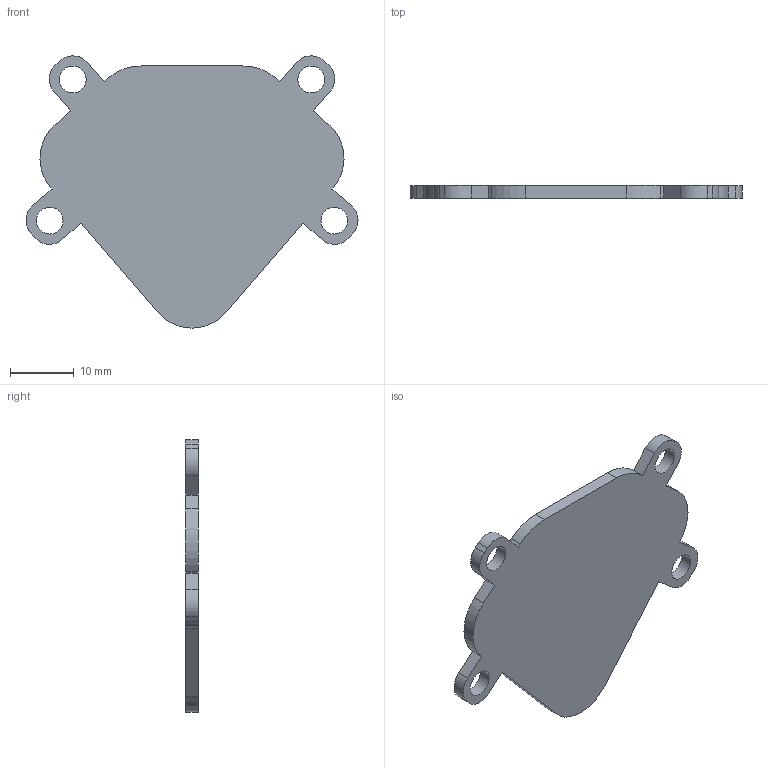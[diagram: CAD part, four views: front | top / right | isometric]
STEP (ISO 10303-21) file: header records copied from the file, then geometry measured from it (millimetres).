
FILE_DESCRIPTION(/* description */ (''),/* implementation_level */ '2;1');
FILE_NAME(/* name */ 'Roof.step',/* time_stamp */ '2020-03-24T18:29:02+01:00',/* author */ (''),/* organization */ (''),/* preprocessor_version */ 'ST-DEVELOPER v18',/* originating_system */ 'Autodesk Translation Framework v8.12.0.6',/* authorisation */ '');
FILE_SCHEMA (('AUTOMOTIVE_DESIGN { 1 0 10303 214 3 1 1 }'));
Length unit declared in the file: millimetre
Products named in the file (1): Roof
Bounding box: 51.98 x 2 x 42.63 mm (x, y, z)
Volume: 2862 mm3; surface area: 3328.3 mm2
Topology: 1 solids, 1 shells, 40 faces, 114 edges, 76 vertices
Faces by surface type: plane 23, cylinder 17
Full cylindrical faces by diameter (mm): 4.2 x4
Entity records: 1361 total; most frequent: CARTESIAN_POINT 231, DIRECTION 230, ORIENTED_EDGE 228, EDGE_CURVE 114, LINE 80, VECTOR 80, VERTEX_POINT 76, AXIS2_PLACEMENT_3D 75
